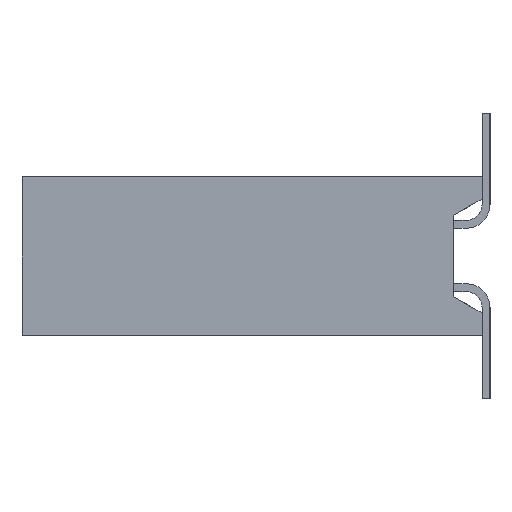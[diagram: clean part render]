
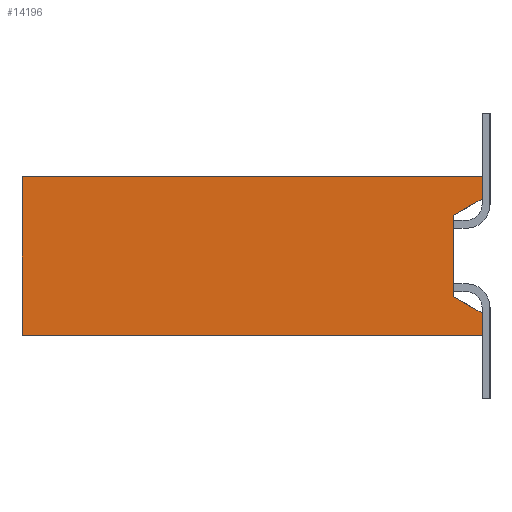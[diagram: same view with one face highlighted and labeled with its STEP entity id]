
A CAD part, left-side view. The second image highlights one B-rep face of the part: STEP entity #14196.
In plain terms, the highlighted planar face has unit normal (-1, 0, 0).
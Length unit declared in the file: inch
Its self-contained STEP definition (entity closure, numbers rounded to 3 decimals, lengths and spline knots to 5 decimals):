
#17 = CARTESIAN_POINT ( 'NONE',  ( -0.5, 0.29, -0.05 ) ) ;
#353 = ORIENTED_EDGE ( 'NONE', *, *, #16162, .T. ) ;
#628 = VERTEX_POINT ( 'NONE', #14358 ) ;
#935 = EDGE_CURVE ( 'NONE', #4538, #8018, #13650, .T. ) ;
#1539 = CARTESIAN_POINT ( 'NONE',  ( -0.5, 0.018, -0.02561 ) ) ;
#1744 = DIRECTION ( 'NONE',  ( 0., 0., -1. ) ) ;
#2194 = EDGE_LOOP ( 'NONE', ( #9350, #15676, #16781, #9813, #3988, #15435, #353, #10779 ) ) ;
#2591 = CARTESIAN_POINT ( 'NONE',  ( -0.5, 0., -0.05 ) ) ;
#3298 = VECTOR ( 'NONE', #4151, 39.37008 ) ;
#3483 = AXIS2_PLACEMENT_3D ( 'NONE', #16856, #15379, #1744 ) ;
#3503 = VECTOR ( 'NONE', #6739, 39.37008 ) ;
#3765 = EDGE_CURVE ( 'NONE', #5497, #4538, #3801, .T. ) ;
#3801 = LINE ( 'NONE', #10178, #13844 ) ;
#3988 = ORIENTED_EDGE ( 'NONE', *, *, #3765, .F. ) ;
#4117 = EDGE_CURVE ( 'NONE', #5087, #11990, #9798, .T. ) ;
#4151 = DIRECTION ( 'NONE',  ( 0., -0.866, 0.5 ) ) ;
#4236 = VECTOR ( 'NONE', #11153, 39.37008 ) ;
#4294 = CARTESIAN_POINT ( 'NONE',  ( -0.5, 0., 0.036 ) ) ;
#4476 = FACE_OUTER_BOUND ( 'NONE', #2194, .T. ) ;
#4538 = VERTEX_POINT ( 'NONE', #8376 ) ;
#4710 = DIRECTION ( 'NONE',  ( 0., -1., 0. ) ) ;
#5087 = VERTEX_POINT ( 'NONE', #1539 ) ;
#5240 = CARTESIAN_POINT ( 'NONE',  ( -0.5, 0., 0.05 ) ) ;
#5497 = VERTEX_POINT ( 'NONE', #14312 ) ;
#6739 = DIRECTION ( 'NONE',  ( 0., 0., 1. ) ) ;
#6802 = VECTOR ( 'NONE', #4710, 39.37008 ) ;
#7210 = VECTOR ( 'NONE', #13090, 39.37008 ) ;
#7218 = CARTESIAN_POINT ( 'NONE',  ( -0.5, 0., -0.036 ) ) ;
#7283 = LINE ( 'NONE', #4294, #3298 ) ;
#7375 = EDGE_CURVE ( 'NONE', #628, #8018, #13947, .T. ) ;
#7911 = PLANE ( 'NONE',  #3483 ) ;
#8018 = VERTEX_POINT ( 'NONE', #5240 ) ;
#8217 = CARTESIAN_POINT ( 'NONE',  ( -0.5, 0.018, 0.02561 ) ) ;
#8376 = CARTESIAN_POINT ( 'NONE',  ( -0.5, 0.29, 0.05 ) ) ;
#9350 = ORIENTED_EDGE ( 'NONE', *, *, #4117, .T. ) ;
#9380 = EDGE_CURVE ( 'NONE', #5497, #9726, #9582, .T. ) ;
#9582 = LINE ( 'NONE', #17, #16110 ) ;
#9726 = VERTEX_POINT ( 'NONE', #2591 ) ;
#9798 = LINE ( 'NONE', #8217, #7210 ) ;
#9813 = ORIENTED_EDGE ( 'NONE', *, *, #935, .F. ) ;
#10012 = LINE ( 'NONE', #13759, #16992 ) ;
#10178 = CARTESIAN_POINT ( 'NONE',  ( -0.5, 0.29, -0.05 ) ) ;
#10779 = ORIENTED_EDGE ( 'NONE', *, *, #14858, .T. ) ;
#11153 = DIRECTION ( 'NONE',  ( 0., 0.866, 0.5 ) ) ;
#11990 = VERTEX_POINT ( 'NONE', #12631 ) ;
#12322 = DIRECTION ( 'NONE',  ( 0., 0., 1. ) ) ;
#12586 = EDGE_CURVE ( 'NONE', #11990, #628, #7283, .T. ) ;
#12631 = CARTESIAN_POINT ( 'NONE',  ( -0.5, 0.018, 0.02561 ) ) ;
#13090 = DIRECTION ( 'NONE',  ( 0., 0., 1. ) ) ;
#13650 = LINE ( 'NONE', #16778, #6802 ) ;
#13759 = CARTESIAN_POINT ( 'NONE',  ( -0.5, 0., -0.05 ) ) ;
#13844 = VECTOR ( 'NONE', #12322, 39.37008 ) ;
#13947 = LINE ( 'NONE', #14651, #3503 ) ;
#14196 = ADVANCED_FACE ( 'NONE', ( #4476 ), #7911, .F. ) ;
#14312 = CARTESIAN_POINT ( 'NONE',  ( -0.5, 0.29, -0.05 ) ) ;
#14358 = CARTESIAN_POINT ( 'NONE',  ( -0.5, 0., 0.036 ) ) ;
#14651 = CARTESIAN_POINT ( 'NONE',  ( -0.5, 0., -0.05 ) ) ;
#14851 = LINE ( 'NONE', #7218, #4236 ) ;
#14858 = EDGE_CURVE ( 'NONE', #14949, #5087, #14851, .T. ) ;
#14949 = VERTEX_POINT ( 'NONE', #16355 ) ;
#15379 = DIRECTION ( 'NONE',  ( 1., 0., 0. ) ) ;
#15387 = DIRECTION ( 'NONE',  ( 0., -1., 0. ) ) ;
#15435 = ORIENTED_EDGE ( 'NONE', *, *, #9380, .T. ) ;
#15676 = ORIENTED_EDGE ( 'NONE', *, *, #12586, .T. ) ;
#16019 = DIRECTION ( 'NONE',  ( 0., 0., 1. ) ) ;
#16110 = VECTOR ( 'NONE', #15387, 39.37008 ) ;
#16162 = EDGE_CURVE ( 'NONE', #9726, #14949, #10012, .T. ) ;
#16355 = CARTESIAN_POINT ( 'NONE',  ( -0.5, 0., -0.036 ) ) ;
#16778 = CARTESIAN_POINT ( 'NONE',  ( -0.5, 0.29, 0.05 ) ) ;
#16781 = ORIENTED_EDGE ( 'NONE', *, *, #7375, .T. ) ;
#16856 = CARTESIAN_POINT ( 'NONE',  ( -0.5, 0.29, -0.05 ) ) ;
#16992 = VECTOR ( 'NONE', #16019, 39.37008 ) ;
